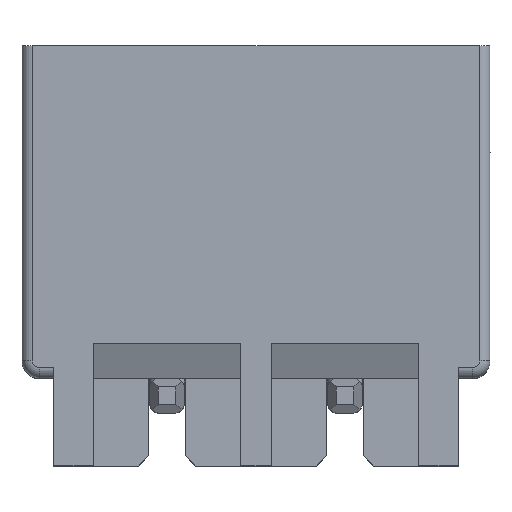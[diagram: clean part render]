
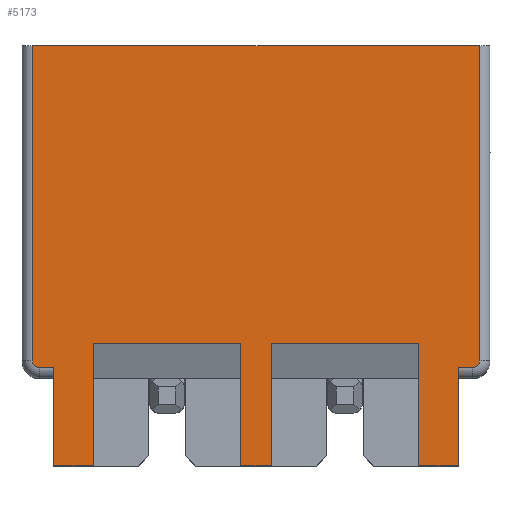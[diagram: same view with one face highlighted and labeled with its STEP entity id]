
A CAD part, top view. The second image highlights one B-rep face of the part: STEP entity #5173.
In plain terms, the highlighted planar face has unit normal (0, 0, 1).
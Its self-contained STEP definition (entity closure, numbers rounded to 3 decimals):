
#107=CIRCLE('',#5496,0.2);
#108=CIRCLE('',#5497,0.2);
#323=ORIENTED_EDGE('',*,*,#1895,.F.);
#324=ORIENTED_EDGE('',*,*,#1896,.F.);
#325=ORIENTED_EDGE('',*,*,#1897,.T.);
#326=ORIENTED_EDGE('',*,*,#1898,.F.);
#327=ORIENTED_EDGE('',*,*,#1899,.F.);
#328=ORIENTED_EDGE('',*,*,#1900,.F.);
#329=ORIENTED_EDGE('',*,*,#1901,.F.);
#330=ORIENTED_EDGE('',*,*,#1902,.T.);
#331=ORIENTED_EDGE('',*,*,#1903,.F.);
#332=ORIENTED_EDGE('',*,*,#1887,.F.);
#333=ORIENTED_EDGE('',*,*,#1904,.F.);
#334=ORIENTED_EDGE('',*,*,#1905,.T.);
#335=ORIENTED_EDGE('',*,*,#1906,.F.);
#336=ORIENTED_EDGE('',*,*,#1907,.F.);
#337=ORIENTED_EDGE('',*,*,#1908,.F.);
#338=ORIENTED_EDGE('',*,*,#1909,.F.);
#339=ORIENTED_EDGE('',*,*,#1910,.T.);
#340=ORIENTED_EDGE('',*,*,#1911,.F.);
#1887=EDGE_CURVE('',#2672,#2673,#3159,.T.);
#1895=EDGE_CURVE('',#2680,#2681,#3163,.T.);
#1896=EDGE_CURVE('',#2682,#2680,#3164,.T.);
#1897=EDGE_CURVE('',#2682,#2683,#3165,.T.);
#1898=EDGE_CURVE('',#2684,#2683,#3166,.T.);
#1899=EDGE_CURVE('',#2685,#2684,#3167,.T.);
#1900=EDGE_CURVE('',#2686,#2685,#3168,.T.);
#1901=EDGE_CURVE('',#2687,#2686,#3169,.T.);
#1902=EDGE_CURVE('',#2687,#2688,#107,.T.);
#1903=EDGE_CURVE('',#2673,#2688,#3170,.T.);
#1904=EDGE_CURVE('',#2689,#2672,#3171,.T.);
#1905=EDGE_CURVE('',#2689,#2690,#108,.T.);
#1906=EDGE_CURVE('',#2691,#2690,#3172,.T.);
#1907=EDGE_CURVE('',#2692,#2691,#3173,.T.);
#1908=EDGE_CURVE('',#2693,#2692,#3174,.T.);
#1909=EDGE_CURVE('',#2694,#2693,#3175,.T.);
#1910=EDGE_CURVE('',#2694,#2695,#3176,.T.);
#1911=EDGE_CURVE('',#2681,#2695,#3177,.T.);
#2672=VERTEX_POINT('',#7528);
#2673=VERTEX_POINT('',#7529);
#2680=VERTEX_POINT('',#7545);
#2681=VERTEX_POINT('',#7546);
#2682=VERTEX_POINT('',#7548);
#2683=VERTEX_POINT('',#7550);
#2684=VERTEX_POINT('',#7552);
#2685=VERTEX_POINT('',#7554);
#2686=VERTEX_POINT('',#7556);
#2687=VERTEX_POINT('',#7558);
#2688=VERTEX_POINT('',#7560);
#2689=VERTEX_POINT('',#7563);
#2690=VERTEX_POINT('',#7565);
#2691=VERTEX_POINT('',#7567);
#2692=VERTEX_POINT('',#7569);
#2693=VERTEX_POINT('',#7571);
#2694=VERTEX_POINT('',#7573);
#2695=VERTEX_POINT('',#7575);
#3159=LINE('',#7527,#3766);
#3163=LINE('',#7544,#3770);
#3164=LINE('',#7547,#3771);
#3165=LINE('',#7549,#3772);
#3166=LINE('',#7551,#3773);
#3167=LINE('',#7553,#3774);
#3168=LINE('',#7555,#3775);
#3169=LINE('',#7557,#3776);
#3170=LINE('',#7561,#3777);
#3171=LINE('',#7562,#3778);
#3172=LINE('',#7566,#3779);
#3173=LINE('',#7568,#3780);
#3174=LINE('',#7570,#3781);
#3175=LINE('',#7572,#3782);
#3176=LINE('',#7574,#3783);
#3177=LINE('',#7576,#3784);
#3766=VECTOR('',#5987,1000.);
#3770=VECTOR('',#6001,1000.);
#3771=VECTOR('',#6002,1000.);
#3772=VECTOR('',#6003,1000.);
#3773=VECTOR('',#6004,1000.);
#3774=VECTOR('',#6005,1000.);
#3775=VECTOR('',#6006,1000.);
#3776=VECTOR('',#6007,1000.);
#3777=VECTOR('',#6010,1000.);
#3778=VECTOR('',#6011,1000.);
#3779=VECTOR('',#6014,1000.);
#3780=VECTOR('',#6015,1000.);
#3781=VECTOR('',#6016,1000.);
#3782=VECTOR('',#6017,1000.);
#3783=VECTOR('',#6018,1000.);
#3784=VECTOR('',#6019,1000.);
#4352=EDGE_LOOP('',(#323,#324,#325,#326,#327,#328,#329,#330,#331,#332,#333,
#334,#335,#336,#337,#338,#339,#340));
#4654=FACE_BOUND('',#4352,.T.);
#4954=PLANE('',#5495);
#5173=ADVANCED_FACE('',(#4654),#4954,.T.);
#5495=AXIS2_PLACEMENT_3D('',#7543,#5999,#6000);
#5496=AXIS2_PLACEMENT_3D('',#7559,#6008,#6009);
#5497=AXIS2_PLACEMENT_3D('',#7564,#6012,#6013);
#5987=DIRECTION('',(1.,0.,0.));
#5999=DIRECTION('',(0.,0.,1.));
#6000=DIRECTION('',(0.,-1.,0.));
#6001=DIRECTION('',(-1.,0.,0.));
#6002=DIRECTION('',(0.,-1.,0.));
#6003=DIRECTION('',(1.,0.,0.));
#6004=DIRECTION('',(0.,1.,0.));
#6005=DIRECTION('',(-1.,0.,0.));
#6006=DIRECTION('',(0.,-1.,0.));
#6007=DIRECTION('',(-1.,0.,0.));
#6008=DIRECTION('',(0.,0.,1.));
#6009=DIRECTION('',(0.,-1.,0.));
#6010=DIRECTION('',(0.,-1.,0.));
#6011=DIRECTION('',(0.,1.,0.));
#6012=DIRECTION('',(0.,0.,1.));
#6013=DIRECTION('',(-1.,0.,0.));
#6014=DIRECTION('',(-1.,0.,0.));
#6015=DIRECTION('',(0.,1.,0.));
#6016=DIRECTION('',(-1.,0.,0.));
#6017=DIRECTION('',(0.,-1.,0.));
#6018=DIRECTION('',(1.,0.,0.));
#6019=DIRECTION('',(0.,1.,0.));
#7527=CARTESIAN_POINT('',(4.94,12.,0.));
#7528=CARTESIAN_POINT('',(4.94,12.,0.));
#7529=CARTESIAN_POINT('',(17.7,12.,0.));
#7543=CARTESIAN_POINT('',(4.812,12.24,0.));
#7544=CARTESIAN_POINT('',(11.32,0.,0.));
#7545=CARTESIAN_POINT('',(11.76,0.,0.));
#7546=CARTESIAN_POINT('',(10.88,0.,0.));
#7547=CARTESIAN_POINT('',(11.76,3.5,0.));
#7548=CARTESIAN_POINT('',(11.76,3.5,0.));
#7549=CARTESIAN_POINT('',(11.76,3.5,0.));
#7550=CARTESIAN_POINT('',(15.96,3.5,0.));
#7551=CARTESIAN_POINT('',(15.96,0.,0.));
#7552=CARTESIAN_POINT('',(15.96,0.,0.));
#7553=CARTESIAN_POINT('',(17.1,0.,0.));
#7554=CARTESIAN_POINT('',(17.1,0.,0.));
#7555=CARTESIAN_POINT('',(17.1,2.8,0.));
#7556=CARTESIAN_POINT('',(17.1,2.8,0.));
#7557=CARTESIAN_POINT('',(17.5,2.8,0.));
#7558=CARTESIAN_POINT('',(17.5,2.8,0.));
#7559=CARTESIAN_POINT('',(17.5,3.,0.));
#7560=CARTESIAN_POINT('',(17.7,3.,0.));
#7561=CARTESIAN_POINT('',(17.7,12.,0.));
#7562=CARTESIAN_POINT('',(4.94,3.,0.));
#7563=CARTESIAN_POINT('',(4.94,3.,0.));
#7564=CARTESIAN_POINT('',(5.14,3.,0.));
#7565=CARTESIAN_POINT('',(5.14,2.8,0.));
#7566=CARTESIAN_POINT('',(5.54,2.8,0.));
#7567=CARTESIAN_POINT('',(5.54,2.8,0.));
#7568=CARTESIAN_POINT('',(5.54,0.,0.));
#7569=CARTESIAN_POINT('',(5.54,0.,0.));
#7570=CARTESIAN_POINT('',(6.68,0.,0.));
#7571=CARTESIAN_POINT('',(6.68,0.,0.));
#7572=CARTESIAN_POINT('',(6.68,3.5,0.));
#7573=CARTESIAN_POINT('',(6.68,3.5,0.));
#7574=CARTESIAN_POINT('',(6.68,3.5,0.));
#7575=CARTESIAN_POINT('',(10.88,3.5,0.));
#7576=CARTESIAN_POINT('',(10.88,0.,0.));
